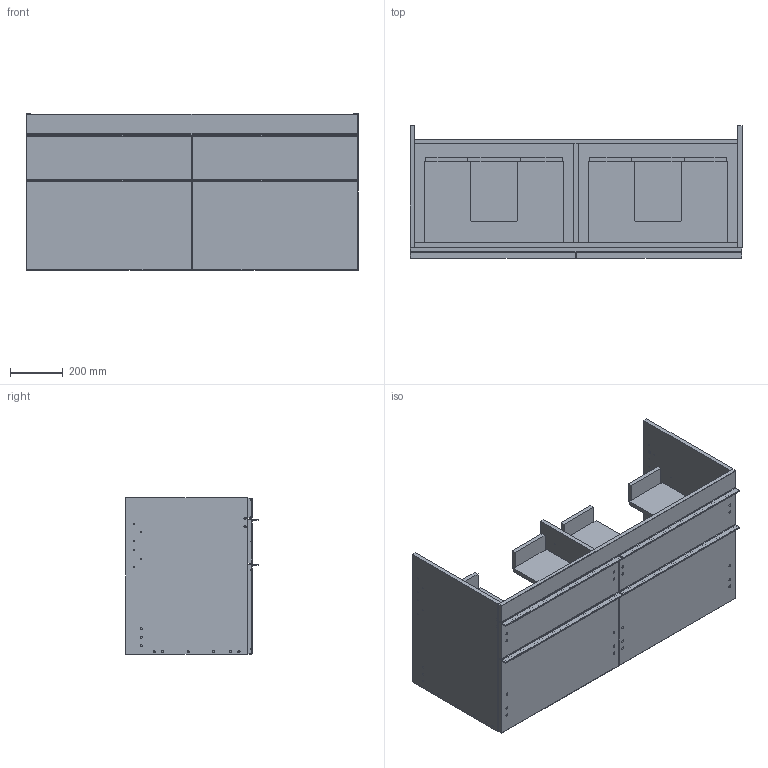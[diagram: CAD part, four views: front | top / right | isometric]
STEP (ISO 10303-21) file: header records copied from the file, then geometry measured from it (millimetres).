
FILE_DESCRIPTION((' '),'2;1');
FILE_NAME('A930.stp','2022-05-18T07:34:57',(' '),(' '),' ','ACIS',' ');
FILE_SCHEMA(('CONFIG_CONTROL_DESIGN'));
Length unit declared in the file: millimetre
Products named in the file (26): A930.stp; Körper1; Körper2; Körper3; Körper4; Körper5; Körper6; Körper7; Körper8; Körper9; Körper10; Körper11; Körper12; Körper13; Körper14; Körper15; Körper16; Körper17; Körper18; Körper19; Körper20; Körper21; Körper22; Körper23; Körper24; Körper25
Assembly tree (25 placements, depth 2):
  A930.stp
    Körper1
    Körper2
    Körper3
    Körper4
    Körper5
    Körper6
    Körper7
    Körper8
    Körper9
    Körper10
    Körper11
    Körper12
    Körper13
    Körper14
    Körper15
    Körper16
    Körper17
    Körper18
    Körper19
    Körper20
    Körper21
    Körper22
    Körper23
    Körper24
    Körper25
Bounding box: 1253 x 499.5 x 590 mm (x, y, z)
Volume: 46374107.2 mm3; surface area: 6712777.8 mm2
Topology: 25 solids, 25 shells, 982 faces, 2125 edges, 1398 vertices
Faces by surface type: plane 643, cylinder 339
Full cylindrical faces by diameter (mm): 3 x89, 5 x28, 8 x29, 8.02 x29, 10 x24
Entity records: 29477 total; most frequent: DIRECTION 4694, CARTESIAN_POINT 4357, ORIENTED_EDGE 3852, EDGE_CURVE 1926, AXIS2_PLACEMENT_3D 1735, VERTEX_POINT 1398, EDGE_LOOP 1390, VECTOR 1224
